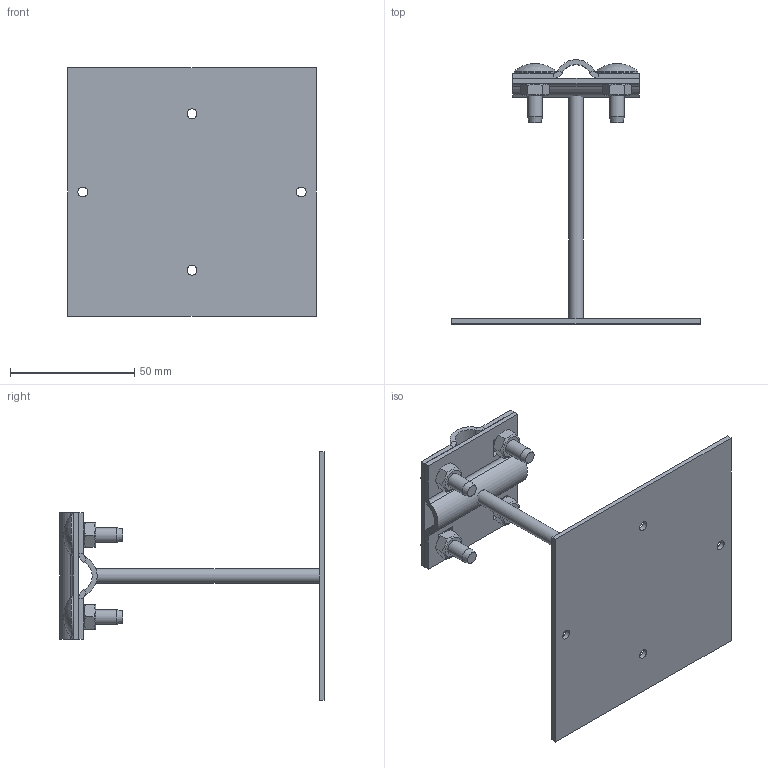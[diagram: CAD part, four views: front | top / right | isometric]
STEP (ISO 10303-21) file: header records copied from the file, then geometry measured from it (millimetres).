
FILE_DESCRIPTION(/* description */ (''),/* implementation_level */ '2;1');
FILE_NAME(/* name */ 'PDX H90.stp',/* time_stamp */ '2023-05-18T16:05:32+03:00',/* author */ ('man37'),/* organization */ (''),/* preprocessor_version */ 'ST-DEVELOPER v19.2',/* originating_system */ 'Autodesk Inventor 2023',/* authorisation */ '');
FILE_SCHEMA (('AUTOMOTIVE_DESIGN { 1 0 10303 214 3 1 1 }'));
Length unit declared in the file: millimetre
Products named in the file (7): Приклееваемый держатель 
с крестообразным 
соединителем для 
прутка Ø 5-12мм и 
полосы шириной 
до 20мм. Высота 
90мм. Метизы 4хМ8
х16.; Коньковый держатель 
(Основание); Пруток-подставка 
l90; Сборка3-01; Пластина под 
пруток 51х51 D12; DIN 603 - M6 x 20; DIN 934 - M6
Assembly tree (13 placements, depth 3):
  Приклееваемый держатель 
с крестообразным 
соединителем для 
прутка Ø 5-12мм и 
полосы шириной 
до 20мм. Высота 
90мм. Метизы 4хМ8
х16.
    Коньковый держатель 
(Основание)
    Пруток-подставка 
l90
    Сборка3-01
      Пластина под 
пруток 51х51 D12  x2
      DIN 603 - M6 x 20  x4
      DIN 934 - M6  x4
Bounding box: 100 x 106.47 x 100 mm (x, y, z)
Volume: 38375.5 mm3; surface area: 39089.4 mm2
Topology: 12 solids, 12 shells, 197 faces, 443 edges, 274 vertices
Faces by surface type: plane 128, cone 36, cylinder 29, sphere 4
Full cylindrical faces by diameter (mm): 4 x4, 4.917 x4, 6 x5, 16.55 x4
Entity records: 2485 total; most frequent: CARTESIAN_POINT 425, DIRECTION 391, ORIENTED_EDGE 354, EDGE_CURVE 177, AXIS2_PLACEMENT_3D 136, LINE 119, VECTOR 119, VERTEX_POINT 110
